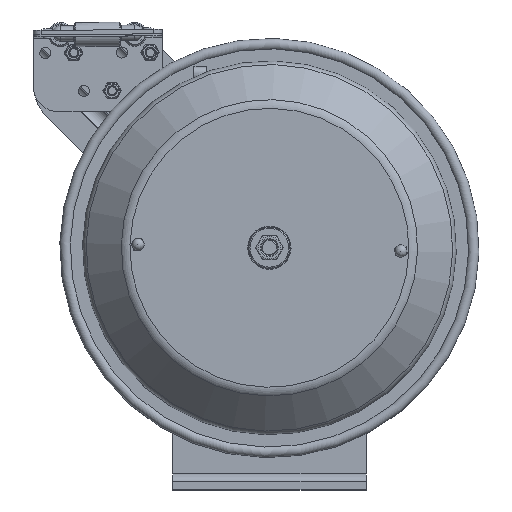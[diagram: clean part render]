
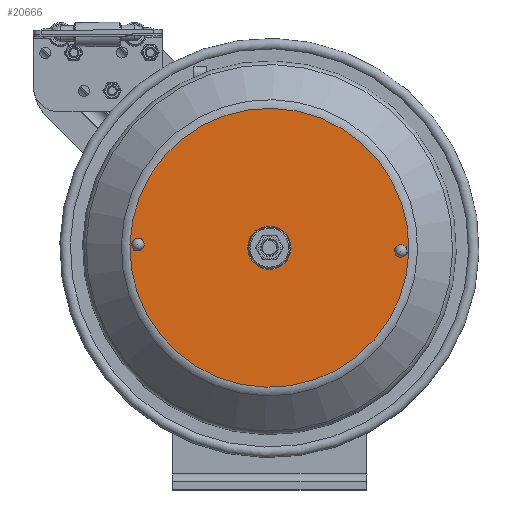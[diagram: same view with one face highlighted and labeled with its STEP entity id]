
A CAD part, top view. The second image highlights one B-rep face of the part: STEP entity #20666.
In plain terms, the highlighted planar face has unit normal (0, 0, 1).
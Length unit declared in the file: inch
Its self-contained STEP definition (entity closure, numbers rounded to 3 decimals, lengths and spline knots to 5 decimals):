
#753=FACE_BOUND('',#4249,.T.);
#754=FACE_BOUND('',#4250,.T.);
#755=FACE_BOUND('',#4251,.T.);
#1987=CIRCLE('',#23041,4.325);
#1988=CIRCLE('',#23042,4.325);
#1990=CIRCLE('',#23045,0.67);
#1991=CIRCLE('',#23046,0.67);
#1992=CIRCLE('',#23047,0.11);
#1993=CIRCLE('',#23048,0.11);
#3185=FACE_OUTER_BOUND('',#4248,.T.);
#4248=EDGE_LOOP('',(#18024,#18025));
#4249=EDGE_LOOP('',(#18026,#18027));
#4250=EDGE_LOOP('',(#18028));
#4251=EDGE_LOOP('',(#18029));
#9803=VERTEX_POINT('',#36764);
#9804=VERTEX_POINT('',#36765);
#9805=VERTEX_POINT('',#36770);
#9806=VERTEX_POINT('',#36771);
#9807=VERTEX_POINT('',#36774);
#9808=VERTEX_POINT('',#36776);
#13000=EDGE_CURVE('',#9803,#9804,#1987,.T.);
#13001=EDGE_CURVE('',#9804,#9803,#1988,.T.);
#13003=EDGE_CURVE('',#9805,#9806,#1990,.T.);
#13004=EDGE_CURVE('',#9806,#9805,#1991,.T.);
#13005=EDGE_CURVE('',#9807,#9807,#1992,.T.);
#13006=EDGE_CURVE('',#9808,#9808,#1993,.T.);
#18024=ORIENTED_EDGE('',*,*,#13000,.T.);
#18025=ORIENTED_EDGE('',*,*,#13001,.T.);
#18026=ORIENTED_EDGE('',*,*,#13003,.F.);
#18027=ORIENTED_EDGE('',*,*,#13004,.F.);
#18028=ORIENTED_EDGE('',*,*,#13005,.T.);
#18029=ORIENTED_EDGE('',*,*,#13006,.T.);
#18891=PLANE('',#23044);
#20666=ADVANCED_FACE('',(#3185,#753,#754,#755),#18891,.T.);
#23041=AXIS2_PLACEMENT_3D('',#36766,#28826,#28827);
#23042=AXIS2_PLACEMENT_3D('',#36767,#28828,#28829);
#23044=AXIS2_PLACEMENT_3D('',#36769,#28832,#28833);
#23045=AXIS2_PLACEMENT_3D('',#36772,#28834,#28835);
#23046=AXIS2_PLACEMENT_3D('',#36773,#28836,#28837);
#23047=AXIS2_PLACEMENT_3D('',#36775,#28838,#28839);
#23048=AXIS2_PLACEMENT_3D('',#36777,#28840,#28841);
#28826=DIRECTION('center_axis',(0.,0.,
1.));
#28827=DIRECTION('ref_axis',(1.,-0.025,0.));
#28828=DIRECTION('center_axis',(0.,0.,
1.));
#28829=DIRECTION('ref_axis',(1.,-0.025,0.));
#28832=DIRECTION('center_axis',(0.,0.,
1.));
#28833=DIRECTION('ref_axis',(0.025,1.,0.));
#28834=DIRECTION('center_axis',(0.,0.,
1.));
#28835=DIRECTION('ref_axis',(1.,-0.025,0.));
#28836=DIRECTION('center_axis',(0.,0.,
1.));
#28837=DIRECTION('ref_axis',(1.,-0.025,0.));
#28838=DIRECTION('center_axis',(0.,0.,
-1.));
#28839=DIRECTION('ref_axis',(-1.,0.025,0.));
#28840=DIRECTION('center_axis',(0.,0.,
-1.));
#28841=DIRECTION('ref_axis',(-1.,0.025,0.));
#36764=CARTESIAN_POINT('',(4.32368,-0.10681,6.6361));
#36765=CARTESIAN_POINT('',(-0.10681,-4.32368,6.6361));
#36766=CARTESIAN_POINT('Origin',(0.,0.,
6.6361));
#36767=CARTESIAN_POINT('Origin',(0.,0.,
6.6361));
#36769=CARTESIAN_POINT('Origin',(2.49674,-0.06168,6.6361));
#36770=CARTESIAN_POINT('',(0.6698,-0.01655,6.6361));
#36771=CARTESIAN_POINT('',(-0.6698,0.01655,6.6361));
#36772=CARTESIAN_POINT('Origin',(0.,0.,
6.6361));
#36773=CARTESIAN_POINT('Origin',(0.,0.,
6.6361));
#36774=CARTESIAN_POINT('',(3.96379,-0.09792,6.6361));
#36775=CARTESIAN_POINT('Origin',(4.07376,-0.10064,6.6361));
#36776=CARTESIAN_POINT('',(-4.18372,0.10335,6.6361));
#36777=CARTESIAN_POINT('Origin',(-4.07376,0.10064,6.6361));
